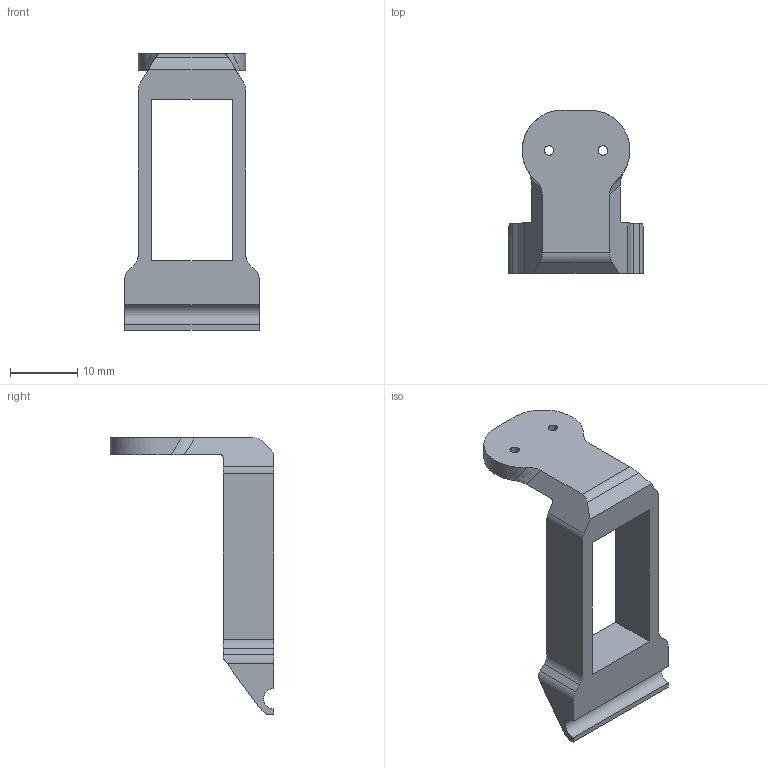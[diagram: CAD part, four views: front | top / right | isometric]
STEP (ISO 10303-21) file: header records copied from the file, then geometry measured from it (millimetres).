
FILE_DESCRIPTION (( 'STEP AP214' ), '1' );
FILE_NAME ('GELEIDER_BOVEN.STEP', '2026-01-14T12:47:22', ( '' ), ( '' ), 'SwSTEP 2.0', 'SolidWorks 2025', '' );
FILE_SCHEMA (( 'AUTOMOTIVE_DESIGN' ));
Length unit declared in the file: millimetre
Products named in the file (1): GELEIDER_BOVEN
Bounding box: 20 x 24.26 x 41.04 mm (x, y, z)
Volume: 2861.9 mm3; surface area: 2582.5 mm2
Topology: 1 solids, 1 shells, 42 faces, 116 edges, 76 vertices
Faces by surface type: plane 24, cylinder 11, bspline 7
Entity records: 1703 total; most frequent: CARTESIAN_POINT 654, ORIENTED_EDGE 232, DIRECTION 182, EDGE_CURVE 116, VERTEX_POINT 76, VECTOR 74, LINE 74, AXIS2_PLACEMENT_3D 54
